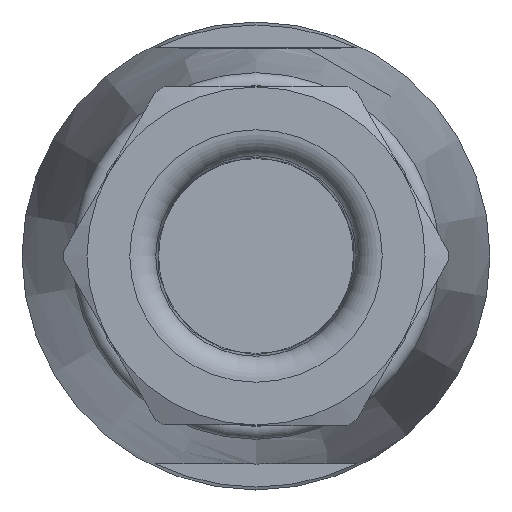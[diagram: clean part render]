
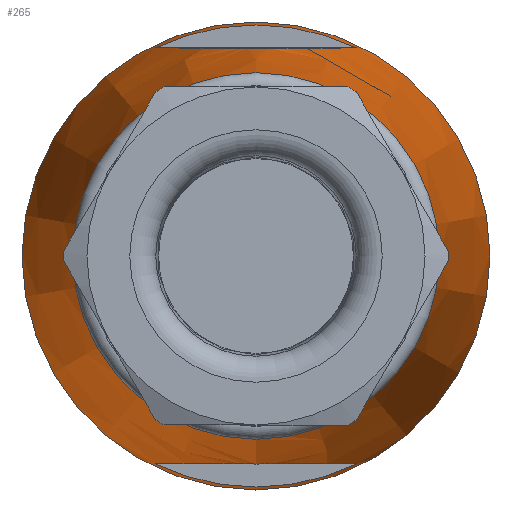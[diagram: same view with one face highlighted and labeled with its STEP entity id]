
A CAD part, left-side view. The second image highlights one B-rep face of the part: STEP entity #265.
In plain terms, the highlighted conical face has half-angle 6.52 degrees and reference radius 9 mm.
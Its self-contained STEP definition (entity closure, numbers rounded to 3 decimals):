
#144=CONICAL_SURFACE('',#1516,9.,6.52);
#265=ADVANCED_FACE('',(#433,#434,#435,#436),#144,.T.);
#409=B_SPLINE_CURVE_WITH_KNOTS('',3,(#2228,#2229,#2230,#2231,#2232,#2233,
#2234,#2235,#2236,#2237,#2238,#2239,#2240,#2241,#2242,#2243,#2244,#2245),
 .UNSPECIFIED.,.F.,.F.,(4,2,2,2,2,2,2,2,4),(0.,0.25,0.375,0.438,0.5,0.563,
0.625,0.75,1.),.UNSPECIFIED.);
#410=B_SPLINE_CURVE_WITH_KNOTS('',3,(#2247,#2248,#2249,#2250,#2251,#2252,
#2253,#2254,#2255,#2256,#2257,#2258,#2259,#2260,#2261,#2262,#2263,#2264),
 .UNSPECIFIED.,.F.,.F.,(4,2,2,2,2,2,2,2,4),(0.,0.25,0.375,0.438,0.5,0.563,
0.625,0.75,1.),.UNSPECIFIED.);
#433=FACE_BOUND('',#557,.T.);
#434=FACE_BOUND('',#558,.T.);
#435=FACE_BOUND('',#559,.T.);
#436=FACE_BOUND('',#560,.T.);
#557=EDGE_LOOP('',(#737));
#558=EDGE_LOOP('',(#738));
#559=EDGE_LOOP('',(#739,#740));
#560=EDGE_LOOP('',(#741,#742));
#737=ORIENTED_EDGE('',*,*,#1214,.T.);
#738=ORIENTED_EDGE('',*,*,#1215,.F.);
#739=ORIENTED_EDGE('',*,*,#1211,.T.);
#740=ORIENTED_EDGE('',*,*,#1216,.T.);
#741=ORIENTED_EDGE('',*,*,#1212,.F.);
#742=ORIENTED_EDGE('',*,*,#1217,.F.);
#1081=VERTEX_POINT('',#2226);
#1082=VERTEX_POINT('',#2227);
#1083=VERTEX_POINT('',#2265);
#1084=VERTEX_POINT('',#2266);
#1085=VERTEX_POINT('',#2270);
#1086=VERTEX_POINT('',#2272);
#1211=EDGE_CURVE('',#1081,#1082,#409,.T.);
#1212=EDGE_CURVE('',#1083,#1084,#410,.T.);
#1214=EDGE_CURVE('',#1085,#1085,#1382,.T.);
#1215=EDGE_CURVE('',#1086,#1086,#1383,.T.);
#1216=EDGE_CURVE('',#1082,#1081,#1384,.T.);
#1217=EDGE_CURVE('',#1084,#1083,#1385,.T.);
#1382=CIRCLE('',#1512,9.);
#1383=CIRCLE('',#1513,7.051);
#1384=CIRCLE('',#1514,8.886);
#1385=CIRCLE('',#1515,8.886);
#1512=AXIS2_PLACEMENT_3D('',#2269,#1743,#1744);
#1513=AXIS2_PLACEMENT_3D('',#2271,#1745,#1746);
#1514=AXIS2_PLACEMENT_3D('',#2273,#1747,#1748);
#1515=AXIS2_PLACEMENT_3D('',#2274,#1749,#1750);
#1516=AXIS2_PLACEMENT_3D('',#2275,#1751,#1752);
#1743=DIRECTION('',(-1.,0.,0.));
#1744=DIRECTION('',(0.,0.,-1.));
#1745=DIRECTION('',(-1.,0.,0.));
#1746=DIRECTION('',(0.,0.,-1.));
#1747=DIRECTION('',(1.,0.,0.));
#1748=DIRECTION('',(0.,-1.,0.));
#1749=DIRECTION('',(-1.,0.,0.));
#1750=DIRECTION('',(0.,1.,0.));
#1751=DIRECTION('',(1.,0.,0.));
#1752=DIRECTION('',(0.,0.,1.));
#2226=CARTESIAN_POINT('',(-1.5,3.867,-8.));
#2227=CARTESIAN_POINT('',(-1.5,-3.867,-8.));
#2228=CARTESIAN_POINT('',(-1.5,3.867,-8.));
#2229=CARTESIAN_POINT('',(-2.925,3.493,-8.));
#2230=CARTESIAN_POINT('',(-4.341,3.088,-8.));
#2231=CARTESIAN_POINT('',(-6.42,2.311,-8.));
#2232=CARTESIAN_POINT('',(-7.115,2.023,-8.));
#2233=CARTESIAN_POINT('',(-8.091,1.473,-8.));
#2234=CARTESIAN_POINT('',(-8.405,1.272,-8.));
#2235=CARTESIAN_POINT('',(-8.962,0.769,-8.));
#2236=CARTESIAN_POINT('',(-9.222,0.445,-8.));
#2237=CARTESIAN_POINT('',(-9.274,-0.324,-8.));
#2238=CARTESIAN_POINT('',(-9.041,-0.673,-8.));
#2239=CARTESIAN_POINT('',(-8.5,-1.203,-8.));
#2240=CARTESIAN_POINT('',(-8.18,-1.416,-8.));
#2241=CARTESIAN_POINT('',(-7.205,-1.983,-8.));
#2242=CARTESIAN_POINT('',(-6.506,-2.276,-8.));
#2243=CARTESIAN_POINT('',(-4.392,-3.074,-8.));
#2244=CARTESIAN_POINT('',(-2.95,-3.487,-8.));
#2245=CARTESIAN_POINT('',(-1.5,-3.867,-8.));
#2247=CARTESIAN_POINT('',(-1.5,3.867,8.));
#2248=CARTESIAN_POINT('',(-2.925,3.493,8.));
#2249=CARTESIAN_POINT('',(-4.341,3.088,8.));
#2250=CARTESIAN_POINT('',(-6.42,2.311,8.));
#2251=CARTESIAN_POINT('',(-7.115,2.023,8.));
#2252=CARTESIAN_POINT('',(-8.091,1.473,8.));
#2253=CARTESIAN_POINT('',(-8.405,1.272,8.));
#2254=CARTESIAN_POINT('',(-8.962,0.769,8.));
#2255=CARTESIAN_POINT('',(-9.222,0.445,8.));
#2256=CARTESIAN_POINT('',(-9.274,-0.324,8.));
#2257=CARTESIAN_POINT('',(-9.041,-0.673,8.));
#2258=CARTESIAN_POINT('',(-8.5,-1.203,8.));
#2259=CARTESIAN_POINT('',(-8.18,-1.416,8.));
#2260=CARTESIAN_POINT('',(-7.205,-1.983,8.));
#2261=CARTESIAN_POINT('',(-6.506,-2.276,8.));
#2262=CARTESIAN_POINT('',(-4.392,-3.074,8.));
#2263=CARTESIAN_POINT('',(-2.95,-3.487,8.));
#2264=CARTESIAN_POINT('',(-1.5,-3.867,8.));
#2265=CARTESIAN_POINT('',(-1.5,3.867,8.));
#2266=CARTESIAN_POINT('',(-1.5,-3.867,8.));
#2269=CARTESIAN_POINT('',(-0.5,0.,0.));
#2270=CARTESIAN_POINT('',(-0.5,0.,-9.));
#2271=CARTESIAN_POINT('',(-17.557,0.,0.));
#2272=CARTESIAN_POINT('',(-17.557,0.,-7.051));
#2273=CARTESIAN_POINT('',(-1.5,0.,0.));
#2274=CARTESIAN_POINT('',(-1.5,0.,0.));
#2275=CARTESIAN_POINT('',(-0.5,0.,0.));
